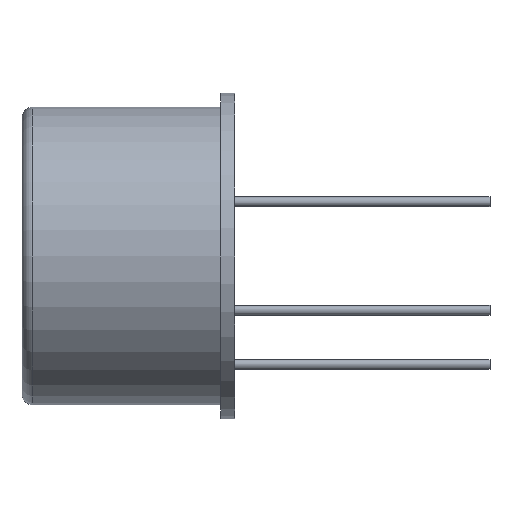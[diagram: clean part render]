
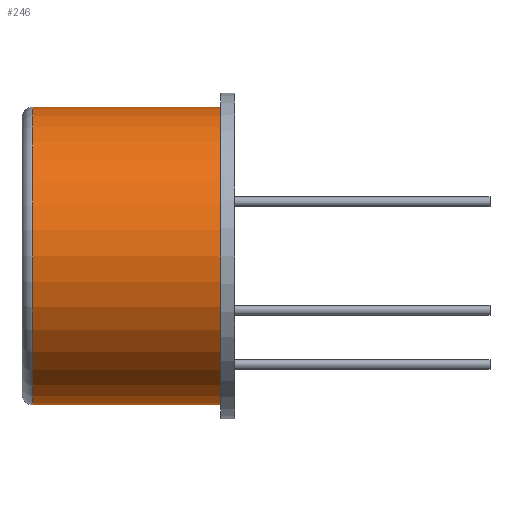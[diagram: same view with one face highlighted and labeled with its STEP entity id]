
A CAD part, left-side view. The second image highlights one B-rep face of the part: STEP entity #246.
In plain terms, the highlighted cylindrical face has radius 7 mm (diameter 14 mm), a partial arc.
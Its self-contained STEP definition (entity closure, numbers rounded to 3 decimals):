
#22 = EDGE_CURVE ( 'NONE', #431, #534, #1241, .T. ) ;
#39 = AXIS2_PLACEMENT_3D ( 'NONE', #183, #1916, #1613 ) ;
#48 = CARTESIAN_POINT ( 'NONE',  ( 0., 9.5, -7. ) ) ;
#97 = DIRECTION ( 'NONE',  ( 0., -1., 0. ) ) ;
#183 = CARTESIAN_POINT ( 'NONE',  ( 0., 0., 0. ) ) ;
#198 = DIRECTION ( 'NONE',  ( 0., -1., 0. ) ) ;
#211 = CARTESIAN_POINT ( 'NONE',  ( 0., 0., -7. ) ) ;
#221 = CYLINDRICAL_SURFACE ( 'NONE', #39, 7. ) ;
#246 = ADVANCED_FACE ( 'NONE', ( #369 ), #221, .T. ) ;
#343 = CARTESIAN_POINT ( 'NONE',  ( 0., 9.5, 7. ) ) ;
#350 = AXIS2_PLACEMENT_3D ( 'NONE', #1497, #97, #1317 ) ;
#369 = FACE_OUTER_BOUND ( 'NONE', #1411, .T. ) ;
#431 = VERTEX_POINT ( 'NONE', #343 ) ;
#453 = CARTESIAN_POINT ( 'NONE',  ( 0., 0., 7. ) ) ;
#534 = VERTEX_POINT ( 'NONE', #748 ) ;
#596 = CIRCLE ( 'NONE', #980, 7. ) ;
#696 = VERTEX_POINT ( 'NONE', #48 ) ;
#748 = CARTESIAN_POINT ( 'NONE',  ( 0., 0.65, 7. ) ) ;
#795 = ORIENTED_EDGE ( 'NONE', *, *, #1329, .T. ) ;
#797 = DIRECTION ( 'NONE',  ( 0., -1., 0. ) ) ;
#818 = LINE ( 'NONE', #211, #1517 ) ;
#835 = CIRCLE ( 'NONE', #350, 7. ) ;
#927 = CARTESIAN_POINT ( 'NONE',  ( 0., 9.5, 0. ) ) ;
#980 = AXIS2_PLACEMENT_3D ( 'NONE', #927, #1290, #1451 ) ;
#1101 = VERTEX_POINT ( 'NONE', #1971 ) ;
#1229 = ORIENTED_EDGE ( 'NONE', *, *, #22, .F. ) ;
#1241 = LINE ( 'NONE', #453, #1295 ) ;
#1290 = DIRECTION ( 'NONE',  ( 0., -1., 0. ) ) ;
#1295 = VECTOR ( 'NONE', #198, 1000. ) ;
#1317 = DIRECTION ( 'NONE',  ( 0., 0., -1. ) ) ;
#1329 = EDGE_CURVE ( 'NONE', #696, #1101, #818, .T. ) ;
#1350 = ORIENTED_EDGE ( 'NONE', *, *, #1917, .F. ) ;
#1395 = ORIENTED_EDGE ( 'NONE', *, *, #1592, .T. ) ;
#1411 = EDGE_LOOP ( 'NONE', ( #1229, #1395, #795, #1350 ) ) ;
#1451 = DIRECTION ( 'NONE',  ( 0., 0., -1. ) ) ;
#1497 = CARTESIAN_POINT ( 'NONE',  ( 0., 0.65, 0. ) ) ;
#1517 = VECTOR ( 'NONE', #797, 1000. ) ;
#1592 = EDGE_CURVE ( 'NONE', #431, #696, #596, .T. ) ;
#1613 = DIRECTION ( 'NONE',  ( 0., 0., -1. ) ) ;
#1916 = DIRECTION ( 'NONE',  ( 0., -1., 0. ) ) ;
#1917 = EDGE_CURVE ( 'NONE', #534, #1101, #835, .T. ) ;
#1971 = CARTESIAN_POINT ( 'NONE',  ( 0., 0.65, -7. ) ) ;
